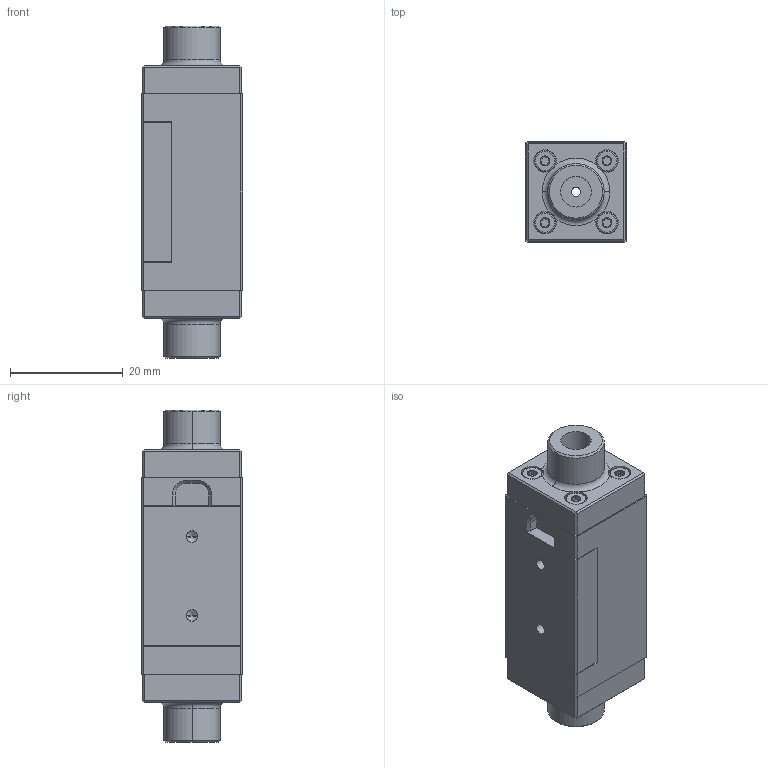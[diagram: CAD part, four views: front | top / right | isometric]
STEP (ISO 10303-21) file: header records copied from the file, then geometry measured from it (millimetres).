
FILE_DESCRIPTION (( 'STEP AP203' ), '1' );
FILE_NAME ('103747-_Publikationsmodell LG32-1500.step', '2014-04-04T09:04:05', ( 'IT' ), ( '' ), 'SwSTEP 2.0', 'SolidWorks 2013', '' );
FILE_SCHEMA (( 'CONFIG_CONTROL_DESIGN' ));
Length unit declared in the file: millimetre
Products named in the file (1): 103747-_Publikationsmodell  LG32-1500
Bounding box: 18 x 18 x 59 mm (x, y, z)
Volume: 14659.2 mm3; surface area: 8624.8 mm2
Topology: 13 solids, 15 shells, 893 faces, 2192 edges, 1370 vertices
Faces by surface type: plane 422, cylinder 300, cone 147, torus 24
Entity records: 26534 total; most frequent: CARTESIAN_POINT 5488, DIRECTION 4360, ORIENTED_EDGE 4340, EDGE_CURVE 2170, AXIS2_PLACEMENT_3D 1538, VERTEX_POINT 1370, VECTOR 1284, LINE 1284
